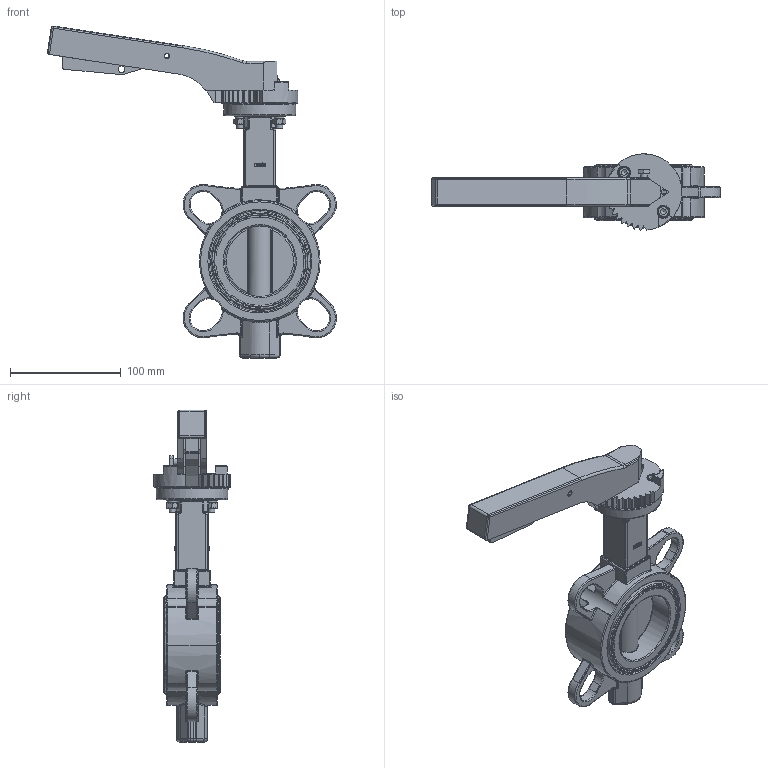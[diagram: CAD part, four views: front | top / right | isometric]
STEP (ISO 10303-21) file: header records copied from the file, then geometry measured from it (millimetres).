
FILE_DESCRIPTION(('HOOPS Exchange Step'),'2;1');
FILE_NAME('AK05_DN65.stp','2025-07-21T08:31:49+02:00',('nieru'),('Unknown organisation'),'HOOPS Exchange 2024.2','HOOPS Exchange','Unknown authorisation');
FILE_SCHEMA( ('AP203_CONFIGURATION_CONTROLLED_3D_DESIGN_OF_MECHANICAL_PARTS_AND_ASSEMBLIES_MIM_LF') );
Length unit declared in the file: millimetre
Products named in the file (3): 0; root
Assembly tree (2 placements, depth 3):
  root
    0
      0
Bounding box: 261.06 x 68.85 x 300 mm (x, y, z)
Volume: 647055.9 mm3; surface area: 138904.9 mm2
Topology: 12 solids, 12 shells, 1261 faces, 3329 edges, 2089 vertices
Faces by surface type: cylinder 468, plane 336, bspline 225, torus 164, sphere 48, cone 20
Full cylindrical faces by diameter (mm): 5 x2, 6 x6, 6.4 x2, 7 x4, 10 x3, 11 x2, 11.5 x2, 18.027 x2, 64 x2, 65 x1, 89 x2, 92 x2
Entity records: 94457 total; most frequent: CARTESIAN_POINT 67361, ORIENTED_EDGE 6626, DIRECTION 3830, EDGE_CURVE 3313, VERTEX_POINT 2089, B_SPLINE_CURVE_WITH_KNOTS 1768, AXIS2_PLACEMENT_3D 1340, EDGE_LOOP 1322
